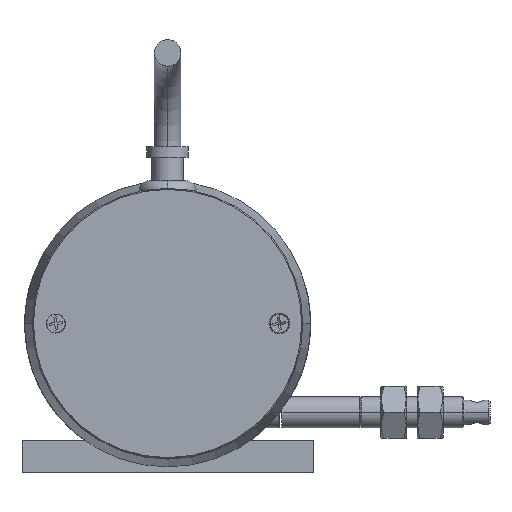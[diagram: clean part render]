
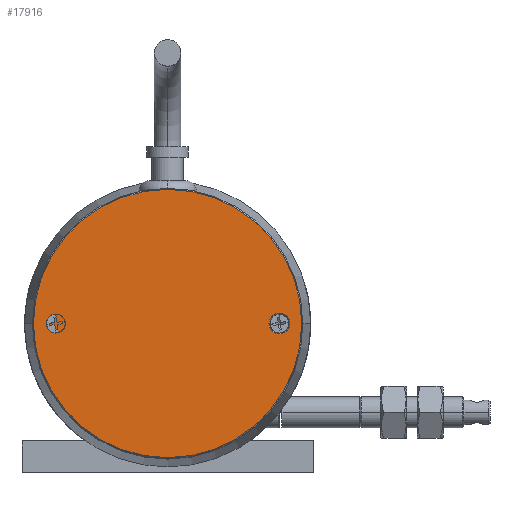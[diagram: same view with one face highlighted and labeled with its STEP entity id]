
A CAD part, top view. The second image highlights one B-rep face of the part: STEP entity #17916.
In plain terms, the highlighted planar face has unit normal (0, 0, 1).
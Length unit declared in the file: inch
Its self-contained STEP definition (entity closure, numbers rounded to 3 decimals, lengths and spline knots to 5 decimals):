
#762 = AXIS2_PLACEMENT_3D ( 'NONE', #9850, #6746, #12657 ) ;
#1141 = CARTESIAN_POINT ( 'NONE',  ( 0., 0., 1.92913 ) ) ;
#2035 = ORIENTED_EDGE ( 'NONE', *, *, #9493, .F. ) ;
#2751 = CARTESIAN_POINT ( 'NONE',  ( 0., 0., 1.92913 ) ) ;
#3119 = DIRECTION ( 'NONE',  ( 1., 0., 0. ) ) ;
#3202 = AXIS2_PLACEMENT_3D ( 'NONE', #12324, #19135, #14563 ) ;
#3453 = EDGE_CURVE ( 'NONE', #4347, #5610, #12737, .T. ) ;
#4347 = VERTEX_POINT ( 'NONE', #6508 ) ;
#4419 = VERTEX_POINT ( 'NONE', #12700 ) ;
#4679 = CARTESIAN_POINT ( 'NONE',  ( 0., 0., 1.92913 ) ) ;
#4735 = VERTEX_POINT ( 'NONE', #18029 ) ;
#5112 = EDGE_LOOP ( 'NONE', ( #11726, #8445 ) ) ;
#5221 = FACE_OUTER_BOUND ( 'NONE', #14434, .T. ) ;
#5340 = AXIS2_PLACEMENT_3D ( 'NONE', #4679, #10587, #16508 ) ;
#5419 = FACE_BOUND ( 'NONE', #5112, .T. ) ;
#5610 = VERTEX_POINT ( 'NONE', #18359 ) ;
#6021 = AXIS2_PLACEMENT_3D ( 'NONE', #1141, #12963, #18893 ) ;
#6508 = CARTESIAN_POINT ( 'NONE',  ( 0.9252, 0., 1.92913 ) ) ;
#6746 = DIRECTION ( 'NONE',  ( 0., 0., 1. ) ) ;
#7112 = ORIENTED_EDGE ( 'NONE', *, *, #18518, .F. ) ;
#7262 = ORIENTED_EDGE ( 'NONE', *, *, #16892, .F. ) ;
#7683 = CARTESIAN_POINT ( 'NONE',  ( 1.01575, 0., 1.92913 ) ) ;
#8445 = ORIENTED_EDGE ( 'NONE', *, *, #3453, .F. ) ;
#9493 = EDGE_CURVE ( 'NONE', #4419, #4735, #15755, .T. ) ;
#9850 = CARTESIAN_POINT ( 'NONE',  ( 0.84646, 0., 1.92913 ) ) ;
#9910 = DIRECTION ( 'NONE',  ( 0., 0., -1. ) ) ;
#10279 = AXIS2_PLACEMENT_3D ( 'NONE', #17666, #12012, #3119 ) ;
#10587 = DIRECTION ( 'NONE',  ( 0., 0., -1. ) ) ;
#11398 = EDGE_CURVE ( 'NONE', #5610, #4347, #16863, .T. ) ;
#11726 = ORIENTED_EDGE ( 'NONE', *, *, #11398, .F. ) ;
#12012 = DIRECTION ( 'NONE',  ( 0., 0., 1. ) ) ;
#12324 = CARTESIAN_POINT ( 'NONE',  ( 0., 0., 1.92913 ) ) ;
#12657 = DIRECTION ( 'NONE',  ( 1., 0., 0. ) ) ;
#12700 = CARTESIAN_POINT ( 'NONE',  ( 0., -1.01575, 1.92913 ) ) ;
#12737 = CIRCLE ( 'NONE', #10279, 0.07874 ) ;
#12963 = DIRECTION ( 'NONE',  ( 0., 0., 1. ) ) ;
#13704 = CIRCLE ( 'NONE', #3202, 1.01575 ) ;
#14238 = VERTEX_POINT ( 'NONE', #7683 ) ;
#14420 = PLANE ( 'NONE',  #6021 ) ;
#14434 = EDGE_LOOP ( 'NONE', ( #7112, #2035, #7262 ) ) ;
#14563 = DIRECTION ( 'NONE',  ( 0., -1., 0. ) ) ;
#15543 = CIRCLE ( 'NONE', #5340, 1.01575 ) ;
#15755 = CIRCLE ( 'NONE', #18236, 1.01575 ) ;
#16508 = DIRECTION ( 'NONE',  ( 0., -1., 0. ) ) ;
#16863 = CIRCLE ( 'NONE', #762, 0.07874 ) ;
#16892 = EDGE_CURVE ( 'NONE', #14238, #4419, #13704, .T. ) ;
#17666 = CARTESIAN_POINT ( 'NONE',  ( 0.84646, 0., 1.92913 ) ) ;
#17916 = ADVANCED_FACE ( 'NONE', ( #5221, #5419 ), #14420, .T. ) ;
#18029 = CARTESIAN_POINT ( 'NONE',  ( -1.01575, 0., 1.92913 ) ) ;
#18236 = AXIS2_PLACEMENT_3D ( 'NONE', #2751, #9910, #18837 ) ;
#18359 = CARTESIAN_POINT ( 'NONE',  ( 0.76772, 0., 1.92913 ) ) ;
#18518 = EDGE_CURVE ( 'NONE', #4735, #14238, #15543, .T. ) ;
#18837 = DIRECTION ( 'NONE',  ( 0., -1., 0. ) ) ;
#18893 = DIRECTION ( 'NONE',  ( 1., 0., 0. ) ) ;
#19135 = DIRECTION ( 'NONE',  ( 0., 0., -1. ) ) ;
